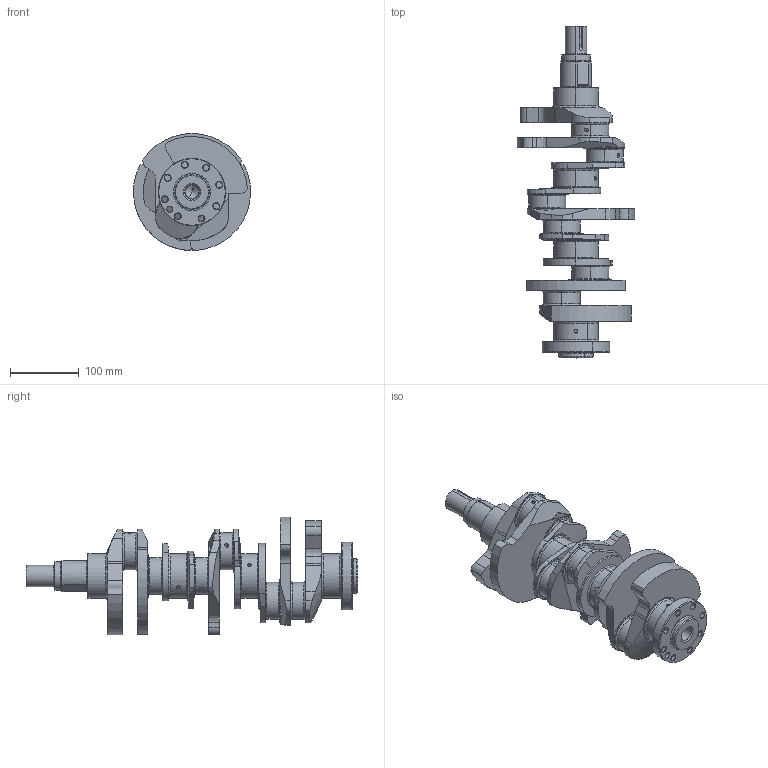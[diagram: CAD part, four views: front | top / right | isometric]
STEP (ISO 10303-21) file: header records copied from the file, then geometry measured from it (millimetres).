
FILE_DESCRIPTION(('CATIA V5 STEP Exchange'),'2;1');
FILE_NAME('Crank.stp','2014-10-01T02:41:32+00:00',('none'),('none'),'CATIA Version 5 Release 19 SP 4 (IN-10)','CATIA V5 STEP AP203','none');
FILE_SCHEMA(('CONFIG_CONTROL_DESIGN'));
Length unit declared in the file: millimetre
Products named in the file (1): Crank
Bounding box: 170.94 x 484.25 x 170.95 mm (x, y, z)
Volume: 2344655.8 mm3; surface area: 296649.6 mm2
Topology: 1 solids, 1 shells, 425 faces, 1131 edges, 710 vertices
Faces by surface type: cylinder 138, bspline 110, plane 110, cone 67
Entity records: 26806 total; most frequent: CARTESIAN_POINT 17750, ORIENTED_EDGE 2254, DIRECTION 1166, EDGE_CURVE 1127, VERTEX_POINT 710, AXIS2_PLACEMENT_3D 569, EDGE_LOOP 461, B_SPLINE_CURVE_WITH_KNOTS 435
